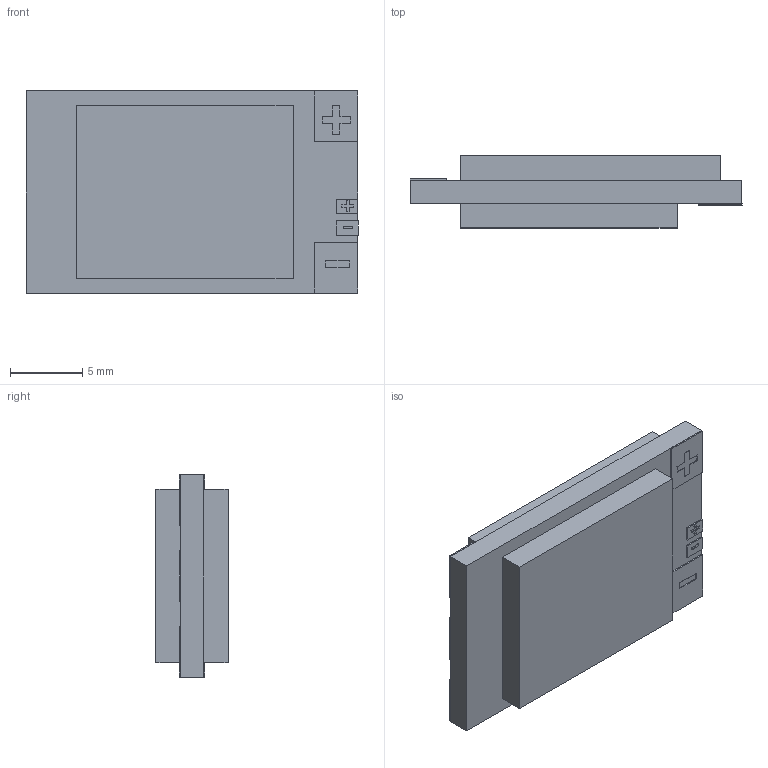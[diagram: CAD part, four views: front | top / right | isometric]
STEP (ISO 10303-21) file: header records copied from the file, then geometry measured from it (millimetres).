
FILE_DESCRIPTION(/* description */ (''),/* implementation_level */ '2;1');
FILE_NAME(/* name */ 'ESC_model.step',/* time_stamp */ '2020-02-26T15:36:32+00:00',/* author */ (''),/* organization */ (''),/* preprocessor_version */ 'ST-DEVELOPER v18',/* originating_system */ 'Autodesk Translation Framework v8.12.0.6',/* authorisation */ '');
FILE_SCHEMA (('AUTOMOTIVE_DESIGN { 1 0 10303 214 3 1 1 }'));
Length unit declared in the file: millimetre
Products named in the file (1): ESC
Bounding box: 23 x 5 x 14 mm (x, y, z)
Volume: 1185.9 mm3; surface area: 1881.3 mm2
Topology: 10 solids, 10 shells, 335 faces, 891 edges, 594 vertices
Faces by surface type: plane 183, bspline 152
Entity records: 11770 total; most frequent: CARTESIAN_POINT 4405, ORIENTED_EDGE 1782, DIRECTION 955, EDGE_CURVE 891, VERTEX_POINT 594, LINE 587, VECTOR 587, EDGE_LOOP 353
